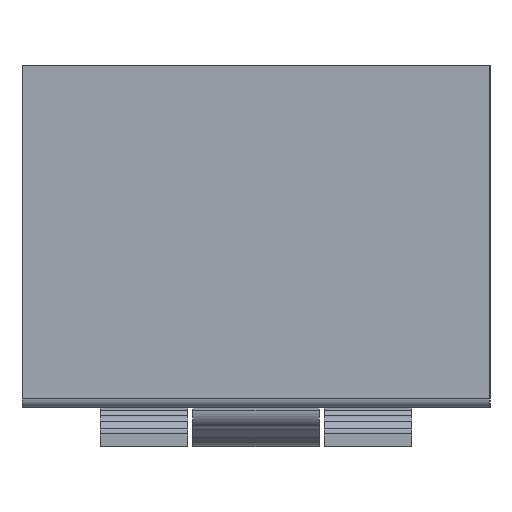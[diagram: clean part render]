
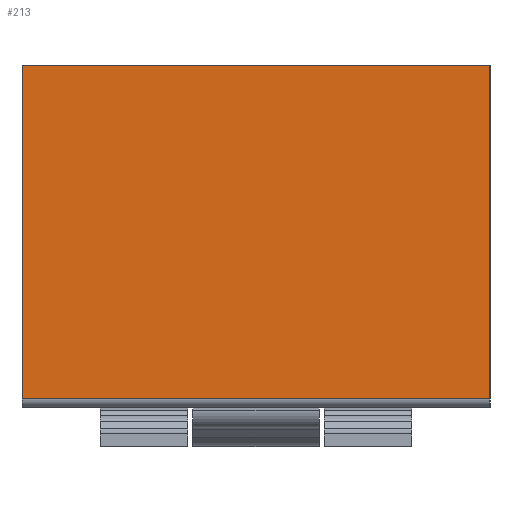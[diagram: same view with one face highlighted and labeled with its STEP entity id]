
A CAD part, front view. The second image highlights one B-rep face of the part: STEP entity #213.
In plain terms, the highlighted planar face has unit normal (0, -1, 0).
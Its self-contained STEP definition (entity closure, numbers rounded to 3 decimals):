
#146=CARTESIAN_POINT('',(-2.4,-2.3,0.49));
#147=VERTEX_POINT('',#146);
#165=CARTESIAN_POINT('',(2.4,-2.3,0.49));
#166=VERTEX_POINT('',#165);
#174=CARTESIAN_POINT('',(2.4,-2.3,0.49));
#175=DIRECTION('',(-1.0,0.0,0.0));
#176=VECTOR('',#175,4.8);
#177=LINE('',#174,#176);
#178=EDGE_CURVE('',#166,#147,#177,.T.);
#183=CARTESIAN_POINT('',(0.,-2.3,2.155));
#184=DIRECTION('',(0.0,1.0,0.0));
#185=DIRECTION('',(0.0,0.0,-1.0));
#186=AXIS2_PLACEMENT_3D('',#183,#184,#185);
#187=PLANE('',#186);
#188=ORIENTED_EDGE('',*,*,#178,.F.);
#189=CARTESIAN_POINT('',(2.4,-2.3,3.91));
#190=VERTEX_POINT('',#189);
#191=CARTESIAN_POINT('',(2.4,-2.3,3.91));
#192=DIRECTION('',(0.0,0.0,-1.0));
#193=VECTOR('',#192,3.42);
#194=LINE('',#191,#193);
#195=EDGE_CURVE('',#190,#166,#194,.T.);
#196=ORIENTED_EDGE('',*,*,#195,.F.);
#197=CARTESIAN_POINT('',(-2.4,-2.3,3.91));
#198=VERTEX_POINT('',#197);
#199=CARTESIAN_POINT('',(-2.4,-2.3,3.91));
#200=DIRECTION('',(1.0,0.0,0.0));
#201=VECTOR('',#200,4.8);
#202=LINE('',#199,#201);
#203=EDGE_CURVE('',#198,#190,#202,.T.);
#204=ORIENTED_EDGE('',*,*,#203,.F.);
#205=CARTESIAN_POINT('',(-2.4,-2.3,3.91));
#206=DIRECTION('',(0.0,0.0,-1.0));
#207=VECTOR('',#206,3.42);
#208=LINE('',#205,#207);
#209=EDGE_CURVE('',#198,#147,#208,.T.);
#210=ORIENTED_EDGE('',*,*,#209,.T.);
#211=EDGE_LOOP('',(#188,#196,#204,#210));
#212=FACE_OUTER_BOUND('',#211,.T.);
#213=ADVANCED_FACE('',(#212),#187,.F.);
